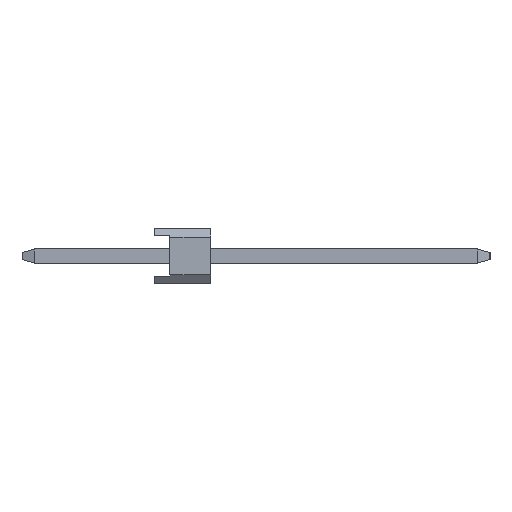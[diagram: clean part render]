
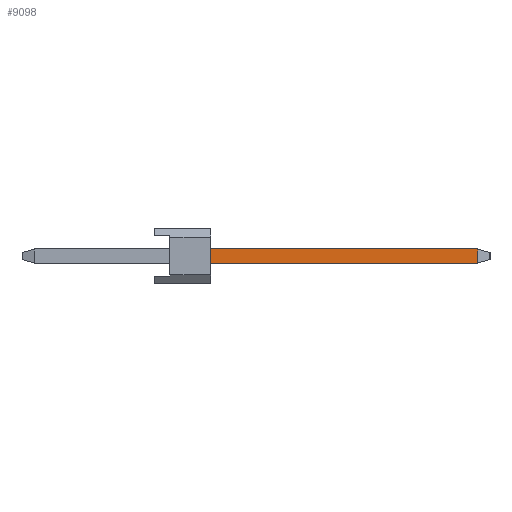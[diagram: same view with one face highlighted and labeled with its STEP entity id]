
A CAD part, left-side view. The second image highlights one B-rep face of the part: STEP entity #9098.
In plain terms, the highlighted planar face has unit normal (-1, 0, 0).
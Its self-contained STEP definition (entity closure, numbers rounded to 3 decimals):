
#6784=EDGE_CURVE('',#8288,#8802,#18580,.T.);
#8288=VERTEX_POINT('',#20264);
#8802=VERTEX_POINT('',#20815);
#9098=ADVANCED_FACE('',(#21139),#21140,.T.);
#14986=EDGE_CURVE('',#15518,#16508,#27633,.T.);
#15518=VERTEX_POINT('',#28218);
#16282=EDGE_CURVE('',#16508,#8288,#29060,.T.);
#16508=VERTEX_POINT('',#29306);
#17256=EDGE_CURVE('',#8802,#15518,#30147,.T.);
#18580=LINE('',#31946,#31947);
#20264=CARTESIAN_POINT('',(-47.31,-2.54,0.32));
#20815=CARTESIAN_POINT('',(-47.31,-14.594,0.32));
#21139=FACE_OUTER_BOUND('',#35642,.T.);
#21140=PLANE('',#35643);
#27633=LINE('',#45065,#45066);
#28218=CARTESIAN_POINT('',(-47.31,-14.594,-0.32));
#29060=LINE('',#47116,#47117);
#29306=CARTESIAN_POINT('',(-47.31,-2.54,-0.32));
#30147=LINE('',#48669,#48670);
#31946=CARTESIAN_POINT('',(-47.31,-4.59,0.32));
#31947=VECTOR('',#50145,1.0);
#35642=EDGE_LOOP('',(#52883,#52884,#52885,#52886));
#35643=AXIS2_PLACEMENT_3D('',#52887,#52888,#52889);
#45065=CARTESIAN_POINT('',(-47.31,5.414,-0.32));
#45066=VECTOR('',#59486,1.0);
#47116=CARTESIAN_POINT('',(-47.31,-2.54,0.252));
#47117=VECTOR('',#60890,1.0);
#48669=CARTESIAN_POINT('',(-47.31,-14.594,0.5));
#48670=VECTOR('',#62055,1.0);
#50145=DIRECTION('',(0.,-1.0,0.));
#52883=ORIENTED_EDGE('',*,*,#16282,.F.);
#52884=ORIENTED_EDGE('',*,*,#14986,.F.);
#52885=ORIENTED_EDGE('',*,*,#17256,.F.);
#52886=ORIENTED_EDGE('',*,*,#6784,.F.);
#52887=CARTESIAN_POINT('',(-47.31,5.414,0.5));
#52888=DIRECTION('',(-1.0,0.,0.));
#52889=DIRECTION('',(0.,1.0,0.));
#59486=DIRECTION('',(0.,1.0,0.));
#60890=DIRECTION('',(0.,0.,1.0));
#62055=DIRECTION('',(0.0,0.,-1.0));
